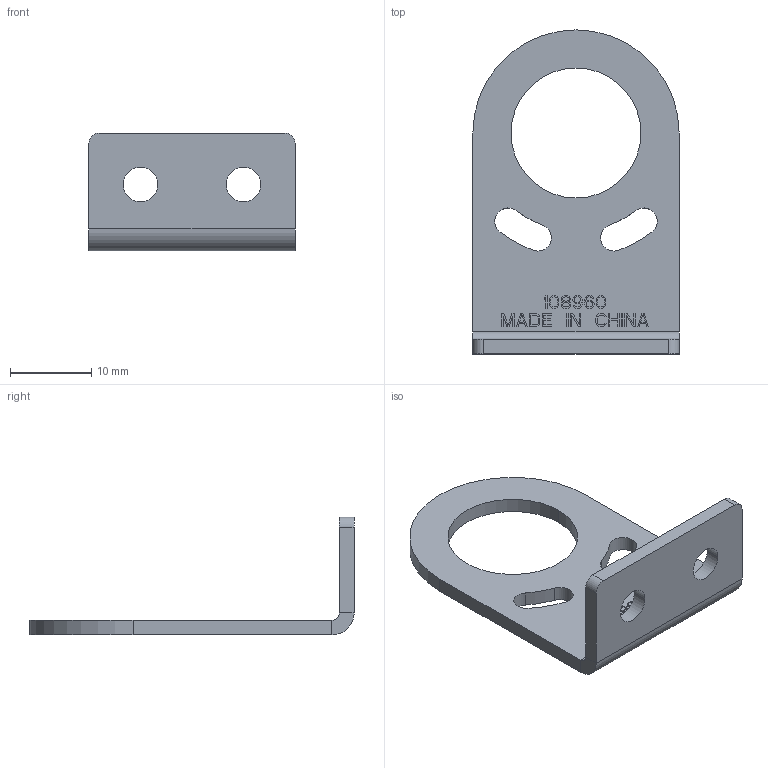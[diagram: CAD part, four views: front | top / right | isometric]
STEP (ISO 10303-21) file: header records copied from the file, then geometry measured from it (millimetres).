
FILE_DESCRIPTION((''),'2;1');
FILE_NAME('141810_SW','2008-08-15T',('banengservice'),('BANNER ENGINEERING'),'PRO/ENGINEER BY PARAMETRIC TECHNOLOGY CORPORATION, 2006170','PRO/ENGINEER BY PARAMETRIC TECHNOLOGY CORPORATION, 2006170','');
FILE_SCHEMA(('CONFIG_CONTROL_DESIGN'));
Length unit declared in the file: inch
Products named in the file (1): 141810_SW
Bounding box: 25.4 x 39.93 x 14.53 mm (x, y, z)
Volume: 1776.8 mm3; surface area: 2432.4 mm2
Topology: 1 solids, 1 shells, 490 faces, 1378 edges, 916 vertices
Faces by surface type: plane 471, cylinder 19
Entity records: 15556 total; most frequent: CARTESIAN_POINT 2784, ORIENTED_EDGE 2756, DIRECTION 2396, EDGE_CURVE 1378, VECTOR 1340, LINE 1340, VERTEX_POINT 916, AXIS2_PLACEMENT_3D 528
